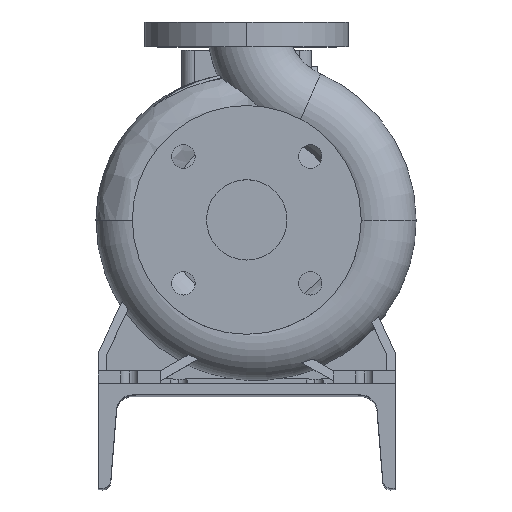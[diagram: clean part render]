
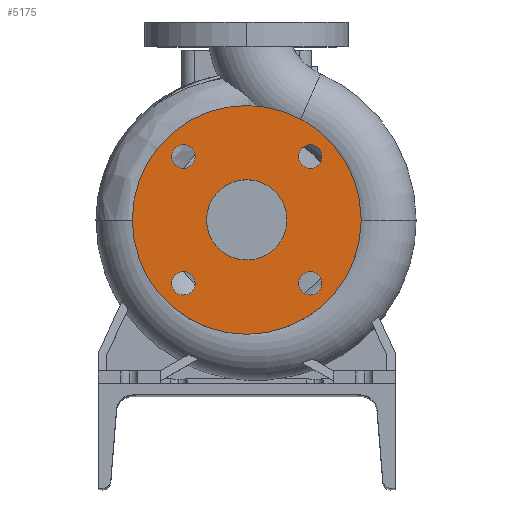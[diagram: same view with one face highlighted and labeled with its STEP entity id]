
A CAD part, top view. The second image highlights one B-rep face of the part: STEP entity #5175.
In plain terms, the highlighted planar face has unit normal (0, 0, 1).
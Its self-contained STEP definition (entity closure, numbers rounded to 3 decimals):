
#318 = CARTESIAN_POINT ( 'NONE',  ( -51.265, 51.265, 100. ) ) ;
#341 = CARTESIAN_POINT ( 'NONE',  ( -51.265, 60.765, 100. ) ) ;
#554 = AXIS2_PLACEMENT_3D ( 'NONE', #11338, #3015, #12630 ) ;
#1031 = VERTEX_POINT ( 'NONE', #5556 ) ;
#1151 = DIRECTION ( 'NONE',  ( 0., 0., 1. ) ) ;
#1202 = CARTESIAN_POINT ( 'NONE',  ( -51.265, -41.765, 100. ) ) ;
#1466 = CARTESIAN_POINT ( 'NONE',  ( 0., 0., 100. ) ) ;
#1574 = VERTEX_POINT ( 'NONE', #11389 ) ;
#1613 = ORIENTED_EDGE ( 'NONE', *, *, #20329, .F. ) ;
#1782 = EDGE_CURVE ( 'NONE', #1574, #3528, #11082, .T. ) ;
#1875 = AXIS2_PLACEMENT_3D ( 'NONE', #8828, #12123, #18779 ) ;
#2063 = CARTESIAN_POINT ( 'NONE',  ( 0., 0., 100. ) ) ;
#2108 = VERTEX_POINT ( 'NONE', #6673 ) ;
#2656 = AXIS2_PLACEMENT_3D ( 'NONE', #9397, #9199, #17325 ) ;
#2724 = EDGE_CURVE ( 'NONE', #16994, #13149, #12237, .T. ) ;
#2772 = CIRCLE ( 'NONE', #19167, 92.5 ) ;
#2952 = ORIENTED_EDGE ( 'NONE', *, *, #2724, .F. ) ;
#3015 = DIRECTION ( 'NONE',  ( 0., 0., 1. ) ) ;
#3030 = ORIENTED_EDGE ( 'NONE', *, *, #4725, .F. ) ;
#3049 = DIRECTION ( 'NONE',  ( 0., 0., 1. ) ) ;
#3073 = CARTESIAN_POINT ( 'NONE',  ( 51.265, 51.265, 100. ) ) ;
#3242 = EDGE_CURVE ( 'NONE', #1031, #8448, #11715, .T. ) ;
#3510 = DIRECTION ( 'NONE',  ( 0., 0., 1. ) ) ;
#3528 = VERTEX_POINT ( 'NONE', #1202 ) ;
#3584 = CIRCLE ( 'NONE', #15535, 9.5 ) ;
#3888 = VERTEX_POINT ( 'NONE', #19156 ) ;
#3970 = ORIENTED_EDGE ( 'NONE', *, *, #5259, .F. ) ;
#4500 = EDGE_LOOP ( 'NONE', ( #19472, #11722 ) ) ;
#4633 = CIRCLE ( 'NONE', #6687, 9.5 ) ;
#4725 = EDGE_CURVE ( 'NONE', #12994, #3888, #3584, .T. ) ;
#5110 = CARTESIAN_POINT ( 'NONE',  ( -51.265, -51.265, 100. ) ) ;
#5175 = ADVANCED_FACE ( 'NONE', ( #9106, #20566, #8795, #20345, #5573, #18629 ), #15310, .F. ) ;
#5259 = EDGE_CURVE ( 'NONE', #13149, #16994, #12824, .T. ) ;
#5461 = EDGE_CURVE ( 'NONE', #8448, #1031, #4633, .T. ) ;
#5556 = CARTESIAN_POINT ( 'NONE',  ( 51.265, -41.765, 100. ) ) ;
#5573 = FACE_BOUND ( 'NONE', #4500, .T. ) ;
#5792 = DIRECTION ( 'NONE',  ( 0., 0., 1. ) ) ;
#5962 = ORIENTED_EDGE ( 'NONE', *, *, #12588, .T. ) ;
#6576 = CARTESIAN_POINT ( 'NONE',  ( 0., -92.5, 100. ) ) ;
#6610 = AXIS2_PLACEMENT_3D ( 'NONE', #1466, #12691, #19544 ) ;
#6673 = CARTESIAN_POINT ( 'NONE',  ( 41.765, 51.265, 100. ) ) ;
#6687 = AXIS2_PLACEMENT_3D ( 'NONE', #13153, #6750, #14870 ) ;
#6709 = VERTEX_POINT ( 'NONE', #13472 ) ;
#6750 = DIRECTION ( 'NONE',  ( 0., 0., 1. ) ) ;
#6828 = DIRECTION ( 'NONE',  ( 0., 0., 1. ) ) ;
#7090 = CIRCLE ( 'NONE', #2656, 9.5 ) ;
#7129 = EDGE_LOOP ( 'NONE', ( #2952, #3970 ) ) ;
#7130 = EDGE_CURVE ( 'NONE', #2108, #19286, #7423, .T. ) ;
#7246 = CARTESIAN_POINT ( 'NONE',  ( 0., -32.5, 100. ) ) ;
#7359 = CIRCLE ( 'NONE', #20051, 92.5 ) ;
#7423 = CIRCLE ( 'NONE', #14594, 9.5 ) ;
#8166 = AXIS2_PLACEMENT_3D ( 'NONE', #3073, #1151, #14506 ) ;
#8387 = EDGE_CURVE ( 'NONE', #3528, #1574, #8777, .T. ) ;
#8448 = VERTEX_POINT ( 'NONE', #16656 ) ;
#8766 = CARTESIAN_POINT ( 'NONE',  ( 0., 32.5, 100. ) ) ;
#8777 = CIRCLE ( 'NONE', #20732, 9.5 ) ;
#8795 = FACE_BOUND ( 'NONE', #15964, .T. ) ;
#8828 = CARTESIAN_POINT ( 'NONE',  ( -51.265, -51.265, 100. ) ) ;
#9106 = FACE_BOUND ( 'NONE', #7129, .T. ) ;
#9173 = CARTESIAN_POINT ( 'NONE',  ( 51.265, 51.265, 100. ) ) ;
#9199 = DIRECTION ( 'NONE',  ( 0., 0., 1. ) ) ;
#9397 = CARTESIAN_POINT ( 'NONE',  ( -51.265, 51.265, 100. ) ) ;
#10652 = ORIENTED_EDGE ( 'NONE', *, *, #5461, .F. ) ;
#11082 = CIRCLE ( 'NONE', #1875, 9.5 ) ;
#11338 = CARTESIAN_POINT ( 'NONE',  ( 0., 0., 100. ) ) ;
#11389 = CARTESIAN_POINT ( 'NONE',  ( -51.265, -60.765, 100. ) ) ;
#11628 = CARTESIAN_POINT ( 'NONE',  ( 0., 0., 100. ) ) ;
#11715 = CIRCLE ( 'NONE', #13728, 9.5 ) ;
#11722 = ORIENTED_EDGE ( 'NONE', *, *, #8387, .F. ) ;
#12009 = ORIENTED_EDGE ( 'NONE', *, *, #18628, .F. ) ;
#12092 = DIRECTION ( 'NONE',  ( 0., 1., 0. ) ) ;
#12122 = CARTESIAN_POINT ( 'NONE',  ( 60.765, 51.265, 100. ) ) ;
#12123 = DIRECTION ( 'NONE',  ( 0., 0., 1. ) ) ;
#12237 = CIRCLE ( 'NONE', #6610, 32.5 ) ;
#12588 = EDGE_CURVE ( 'NONE', #20889, #6709, #2772, .T. ) ;
#12630 = DIRECTION ( 'NONE',  ( 0., -1., 0. ) ) ;
#12691 = DIRECTION ( 'NONE',  ( 0., 0., 1. ) ) ;
#12824 = CIRCLE ( 'NONE', #554, 32.5 ) ;
#12984 = DIRECTION ( 'NONE',  ( 0., -1., 0. ) ) ;
#12994 = VERTEX_POINT ( 'NONE', #341 ) ;
#13149 = VERTEX_POINT ( 'NONE', #8766 ) ;
#13153 = CARTESIAN_POINT ( 'NONE',  ( 51.265, -51.265, 100. ) ) ;
#13341 = DIRECTION ( 'NONE',  ( 0., -1., 0. ) ) ;
#13472 = CARTESIAN_POINT ( 'NONE',  ( 0., 92.5, 100. ) ) ;
#13702 = DIRECTION ( 'NONE',  ( 0., 0., -1. ) ) ;
#13728 = AXIS2_PLACEMENT_3D ( 'NONE', #18016, #3049, #12984 ) ;
#14506 = DIRECTION ( 'NONE',  ( 1., 0., 0. ) ) ;
#14594 = AXIS2_PLACEMENT_3D ( 'NONE', #9173, #15690, #16975 ) ;
#14742 = DIRECTION ( 'NONE',  ( 0., -1., 0. ) ) ;
#14870 = DIRECTION ( 'NONE',  ( 0., -1., 0. ) ) ;
#15310 = PLANE ( 'NONE',  #16908 ) ;
#15535 = AXIS2_PLACEMENT_3D ( 'NONE', #318, #6828, #13341 ) ;
#15690 = DIRECTION ( 'NONE',  ( 0., 0., 1. ) ) ;
#15738 = DIRECTION ( 'NONE',  ( 0., -1., 0. ) ) ;
#15964 = EDGE_LOOP ( 'NONE', ( #1613, #20939 ) ) ;
#16656 = CARTESIAN_POINT ( 'NONE',  ( 51.265, -60.765, 100. ) ) ;
#16847 = EDGE_CURVE ( 'NONE', #6709, #20889, #7359, .T. ) ;
#16908 = AXIS2_PLACEMENT_3D ( 'NONE', #17238, #13702, #12092 ) ;
#16975 = DIRECTION ( 'NONE',  ( 1., 0., 0. ) ) ;
#16994 = VERTEX_POINT ( 'NONE', #7246 ) ;
#17238 = CARTESIAN_POINT ( 'NONE',  ( 0., 92.5, 100. ) ) ;
#17325 = DIRECTION ( 'NONE',  ( 0., -1., 0. ) ) ;
#17343 = EDGE_LOOP ( 'NONE', ( #12009, #3030 ) ) ;
#17388 = CIRCLE ( 'NONE', #8166, 9.5 ) ;
#17890 = ORIENTED_EDGE ( 'NONE', *, *, #3242, .F. ) ;
#18016 = CARTESIAN_POINT ( 'NONE',  ( 51.265, -51.265, 100. ) ) ;
#18162 = DIRECTION ( 'NONE',  ( 0., 0., 1. ) ) ;
#18361 = EDGE_LOOP ( 'NONE', ( #5962, #19603 ) ) ;
#18628 = EDGE_CURVE ( 'NONE', #3888, #12994, #7090, .T. ) ;
#18629 = FACE_BOUND ( 'NONE', #20533, .T. ) ;
#18779 = DIRECTION ( 'NONE',  ( 0., -1., 0. ) ) ;
#19156 = CARTESIAN_POINT ( 'NONE',  ( -51.265, 41.765, 100. ) ) ;
#19167 = AXIS2_PLACEMENT_3D ( 'NONE', #2063, #5792, #15738 ) ;
#19286 = VERTEX_POINT ( 'NONE', #12122 ) ;
#19472 = ORIENTED_EDGE ( 'NONE', *, *, #1782, .F. ) ;
#19544 = DIRECTION ( 'NONE',  ( 0., -1., 0. ) ) ;
#19603 = ORIENTED_EDGE ( 'NONE', *, *, #16847, .T. ) ;
#20051 = AXIS2_PLACEMENT_3D ( 'NONE', #11628, #18162, #20190 ) ;
#20190 = DIRECTION ( 'NONE',  ( 0., -1., 0. ) ) ;
#20329 = EDGE_CURVE ( 'NONE', #19286, #2108, #17388, .T. ) ;
#20345 = FACE_BOUND ( 'NONE', #17343, .T. ) ;
#20533 = EDGE_LOOP ( 'NONE', ( #10652, #17890 ) ) ;
#20566 = FACE_OUTER_BOUND ( 'NONE', #18361, .T. ) ;
#20732 = AXIS2_PLACEMENT_3D ( 'NONE', #5110, #3510, #14742 ) ;
#20889 = VERTEX_POINT ( 'NONE', #6576 ) ;
#20939 = ORIENTED_EDGE ( 'NONE', *, *, #7130, .F. ) ;
